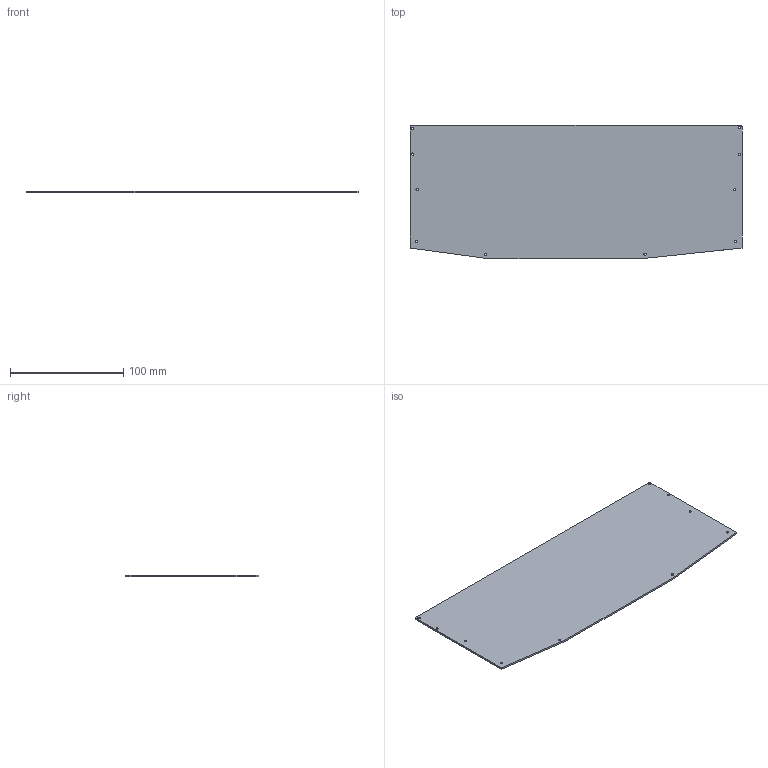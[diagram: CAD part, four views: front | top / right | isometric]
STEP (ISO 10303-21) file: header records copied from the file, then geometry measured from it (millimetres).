
FILE_DESCRIPTION(('KiCad electronic assembly'),'2;1');
FILE_NAME('bottomplate.step','2021-02-06T16:25:24',('An Author'),( 'A Company'),'Open CASCADE STEP processor 6.9', 'KiCad to STEP converter','Unknown');
FILE_SCHEMA(('AUTOMOTIVE_DESIGN { 1 0 10303 214 1 1 1 1 }'));
Length unit declared in the file: millimetre
Products named in the file (2): Open CASCADE STEP translator 6.9 1; COMPOUND
Assembly tree (1 placements, depth 2):
  Open CASCADE STEP translator 6.9 1
    COMPOUND
Bounding box: 293.69 x 118.27 x 1.6 mm (x, y, z)
Volume: 54297.7 mm3; surface area: 69263 mm2
Topology: 1 solids, 1 shells, 22 faces, 60 edges, 40 vertices
Faces by surface type: cylinder 12, plane 10
Full cylindrical faces by diameter (mm): 2 x4, 2.041 x1, 2.076 x1, 2.1 x1, 2.113 x1, 2.114 x1, 2.138 x1
Entity records: 1647 total; most frequent: CARTESIAN_POINT 388, DIRECTION 228, LINE 132, VECTOR 132, ORIENTED_EDGE 120, PCURVE 120, DEFINITIONAL_REPRESENTATION 120, EDGE_CURVE 60
